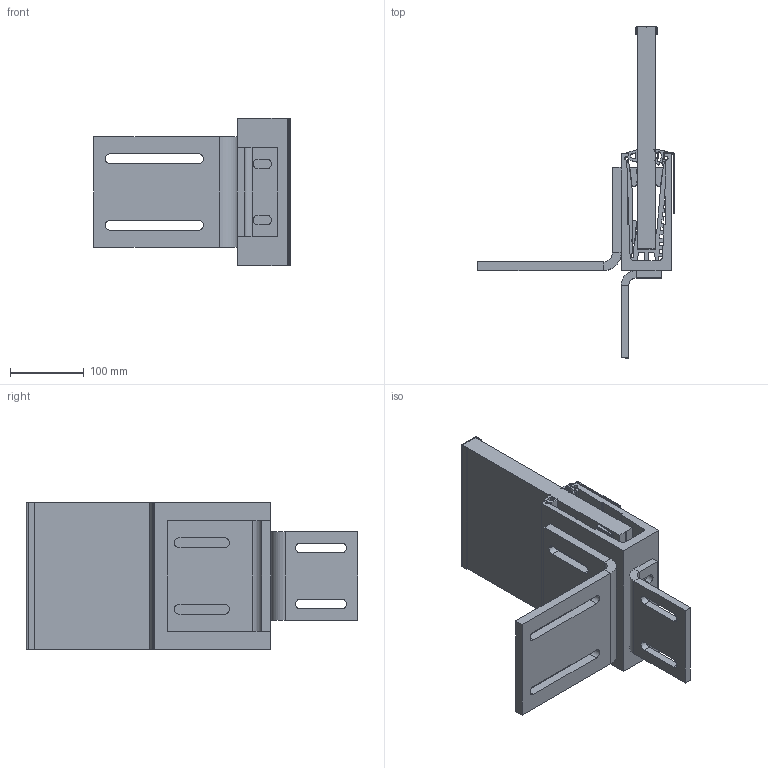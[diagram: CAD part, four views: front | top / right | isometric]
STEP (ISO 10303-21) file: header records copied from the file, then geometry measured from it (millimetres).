
FILE_DESCRIPTION (( 'STEP AP214' ), '1' );
FILE_NAME ('GGG 68mm - 24mm.step', '2020-06-19T06:12:27', ( '' ), ( '' ), 'SwSTEP 2.0', 'SolidWorks 2019', '' );
FILE_SCHEMA (( 'AUTOMOTIVE_DESIGN' ));
Length unit declared in the file: millimetre
Products named in the file (12): 136205_01; 137321_01; 137104_01; 137330_01; 137329_01; 137333_01; Glas 24mm_01; GGG 68mm - 24mm; 137334_01; Ein-Blech_01; 137103_01; 137328_01
Assembly tree (12 placements, depth 2):
  GGG 68mm - 24mm
    137321_01
    137328_01
    137329_01
    Glas 24mm_01
    137330_01  x2
    Ein-Blech_01
    137333_01
    137334_01
    136205_01
    137103_01
    137104_01
Bounding box: 265.7 x 448.75 x 200 mm (x, y, z)
Volume: 3325428.1 mm3; surface area: 708193.4 mm2
Topology: 12 solids, 12 shells, 819 faces, 2353 edges, 1558 vertices
Faces by surface type: plane 540, cylinder 279
Entity records: 24452 total; most frequent: CARTESIAN_POINT 4245, ORIENTED_EDGE 4208, DIRECTION 4068, EDGE_CURVE 2104, VECTOR 1638, LINE 1638, VERTEX_POINT 1392, AXIS2_PLACEMENT_3D 1215
